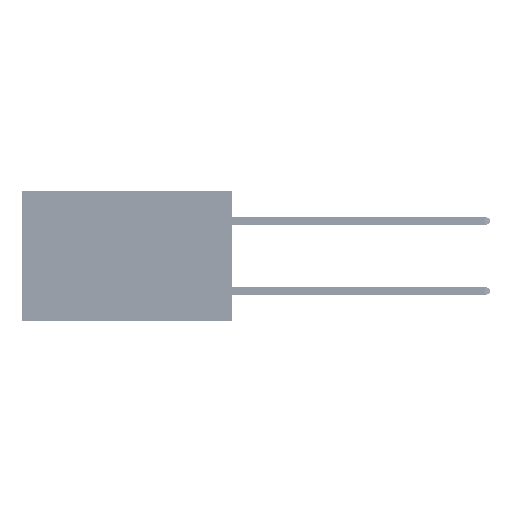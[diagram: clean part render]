
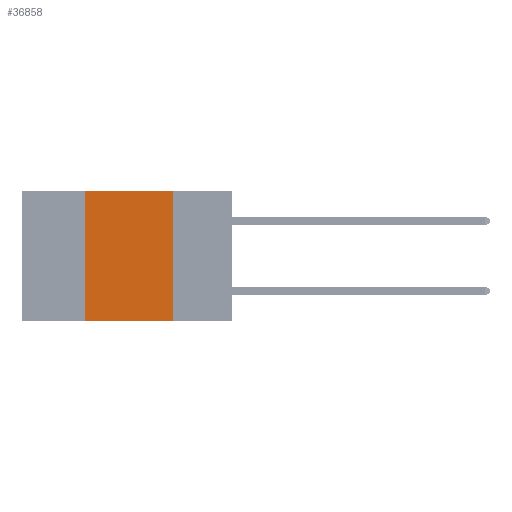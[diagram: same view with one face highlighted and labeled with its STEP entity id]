
A CAD part, left-side view. The second image highlights one B-rep face of the part: STEP entity #36858.
In plain terms, the highlighted planar face has unit normal (-1, 0, 0).
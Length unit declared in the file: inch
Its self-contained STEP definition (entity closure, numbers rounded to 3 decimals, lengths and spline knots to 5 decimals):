
#286 = ORIENTED_EDGE ( 'NONE', *, *, #1383, .F. ) ;
#1383 = EDGE_CURVE ( 'NONE', #3174, #38713, #17893, .T. ) ;
#3174 = VERTEX_POINT ( 'NONE', #42898 ) ;
#4141 = EDGE_CURVE ( 'NONE', #38713, #34326, #10077, .T. ) ;
#10077 = LINE ( 'NONE', #30497, #14125 ) ;
#10922 = LINE ( 'NONE', #22858, #31693 ) ;
#11218 = DIRECTION ( 'NONE',  ( 0., 0., 1. ) ) ;
#11463 = PLANE ( 'NONE',  #30955 ) ;
#11990 = DIRECTION ( 'NONE',  ( 1., 0., 0. ) ) ;
#14125 = VECTOR ( 'NONE', #34470, 39.37008 ) ;
#16335 = CARTESIAN_POINT ( 'NONE',  ( 0., 0.17, -0.37 ) ) ;
#16747 = FACE_OUTER_BOUND ( 'NONE', #41971, .T. ) ;
#17394 = ORIENTED_EDGE ( 'NONE', *, *, #33685, .T. ) ;
#17893 = LINE ( 'NONE', #30878, #20726 ) ;
#18653 = LINE ( 'NONE', #30584, #41191 ) ;
#20712 = ORIENTED_EDGE ( 'NONE', *, *, #38034, .F. ) ;
#20726 = VECTOR ( 'NONE', #34080, 39.37008 ) ;
#22858 = CARTESIAN_POINT ( 'NONE',  ( 0., 0.6, -0.37 ) ) ;
#30497 = CARTESIAN_POINT ( 'NONE',  ( 0., 0.17, 0. ) ) ;
#30584 = CARTESIAN_POINT ( 'NONE',  ( 0., 0.42, 0. ) ) ;
#30878 = CARTESIAN_POINT ( 'NONE',  ( 0., 0.6, 0. ) ) ;
#30955 = AXIS2_PLACEMENT_3D ( 'NONE', #40375, #11990, #39860 ) ;
#31693 = VECTOR ( 'NONE', #43288, 39.37008 ) ;
#32181 = ORIENTED_EDGE ( 'NONE', *, *, #4141, .F. ) ;
#33685 = EDGE_CURVE ( 'NONE', #33960, #34326, #10922, .T. ) ;
#33960 = VERTEX_POINT ( 'NONE', #37128 ) ;
#34080 = DIRECTION ( 'NONE',  ( 0., -1., 0. ) ) ;
#34326 = VERTEX_POINT ( 'NONE', #16335 ) ;
#34470 = DIRECTION ( 'NONE',  ( 0., 0., -1. ) ) ;
#36858 = ADVANCED_FACE ( 'NONE', ( #16747 ), #11463, .F. ) ;
#37128 = CARTESIAN_POINT ( 'NONE',  ( 0., 0.42, -0.37 ) ) ;
#38034 = EDGE_CURVE ( 'NONE', #33960, #3174, #18653, .T. ) ;
#38713 = VERTEX_POINT ( 'NONE', #48819 ) ;
#39860 = DIRECTION ( 'NONE',  ( 0., 0., -1. ) ) ;
#40375 = CARTESIAN_POINT ( 'NONE',  ( 0., 0.6, 0. ) ) ;
#41191 = VECTOR ( 'NONE', #11218, 39.37008 ) ;
#41971 = EDGE_LOOP ( 'NONE', ( #32181, #286, #20712, #17394 ) ) ;
#42898 = CARTESIAN_POINT ( 'NONE',  ( 0., 0.42, 0. ) ) ;
#43288 = DIRECTION ( 'NONE',  ( 0., -1., 0. ) ) ;
#48819 = CARTESIAN_POINT ( 'NONE',  ( 0., 0.17, 0. ) ) ;
